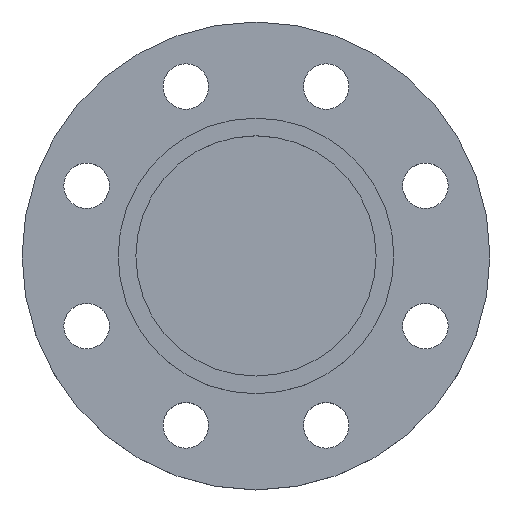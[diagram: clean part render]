
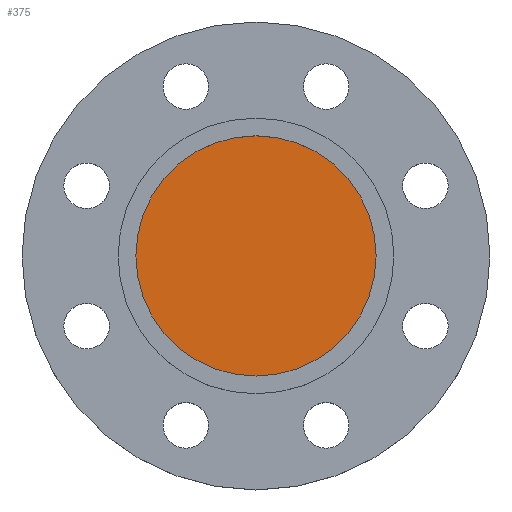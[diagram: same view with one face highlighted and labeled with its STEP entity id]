
A CAD part, top view. The second image highlights one B-rep face of the part: STEP entity #375.
In plain terms, the highlighted planar face has unit normal (0, 0, 1).
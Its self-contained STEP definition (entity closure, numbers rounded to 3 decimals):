
#30 = VERTEX_POINT ( 'NONE', #916 ) ;
#58 = FACE_OUTER_BOUND ( 'NONE', #643, .T. ) ;
#69 = DIRECTION ( 'NONE',  ( 0., 0., -1. ) ) ;
#124 = ORIENTED_EDGE ( 'NONE', *, *, #168, .F. ) ;
#131 = ORIENTED_EDGE ( 'NONE', *, *, #490, .F. ) ;
#168 = EDGE_CURVE ( 'NONE', #584, #30, #1063, .T. ) ;
#231 = CIRCLE ( 'NONE', #370, 47.5 ) ;
#268 = DIRECTION ( 'NONE',  ( -1., 0., 0. ) ) ;
#303 = DIRECTION ( 'NONE',  ( 1., 0., 0. ) ) ;
#370 = AXIS2_PLACEMENT_3D ( 'NONE', #827, #69, #392 ) ;
#375 = ADVANCED_FACE ( 'NONE', ( #58 ), #381, .T. ) ;
#381 = PLANE ( 'NONE',  #641 ) ;
#392 = DIRECTION ( 'NONE',  ( -1., 0., 0. ) ) ;
#490 = EDGE_CURVE ( 'NONE', #30, #584, #231, .T. ) ;
#552 = AXIS2_PLACEMENT_3D ( 'NONE', #681, #1068, #268 ) ;
#584 = VERTEX_POINT ( 'NONE', #1040 ) ;
#641 = AXIS2_PLACEMENT_3D ( 'NONE', #718, #1104, #303 ) ;
#643 = EDGE_LOOP ( 'NONE', ( #124, #131 ) ) ;
#681 = CARTESIAN_POINT ( 'NONE',  ( 0., 0., -4.5 ) ) ;
#718 = CARTESIAN_POINT ( 'NONE',  ( 47.5, 0., -4.5 ) ) ;
#827 = CARTESIAN_POINT ( 'NONE',  ( 0., 0., -4.5 ) ) ;
#916 = CARTESIAN_POINT ( 'NONE',  ( 47.5, 0., -4.5 ) ) ;
#1040 = CARTESIAN_POINT ( 'NONE',  ( -47.5, 0., -4.5 ) ) ;
#1063 = CIRCLE ( 'NONE', #552, 47.5 ) ;
#1068 = DIRECTION ( 'NONE',  ( 0., 0., -1. ) ) ;
#1104 = DIRECTION ( 'NONE',  ( 0., 0., 1. ) ) ;
